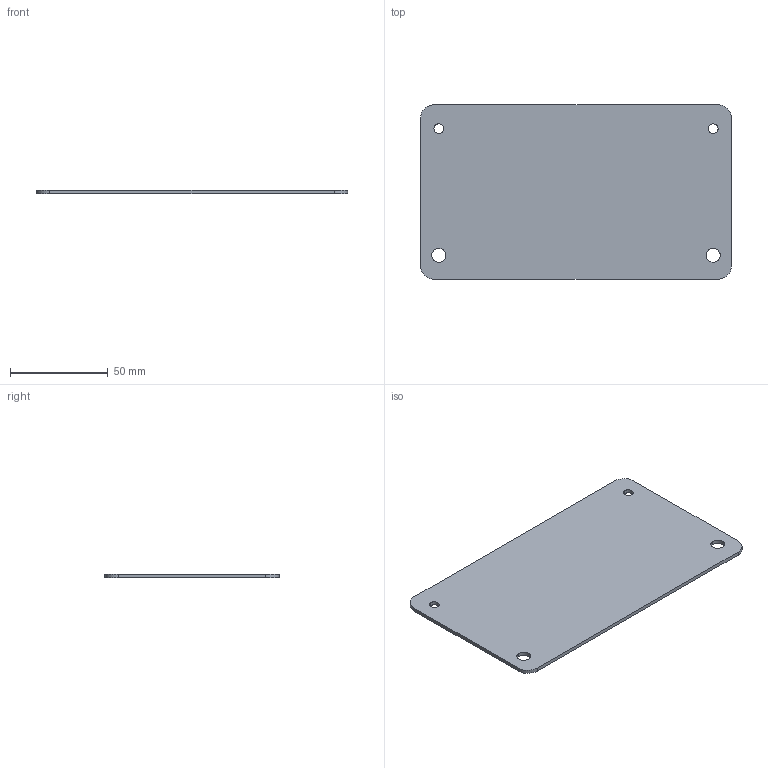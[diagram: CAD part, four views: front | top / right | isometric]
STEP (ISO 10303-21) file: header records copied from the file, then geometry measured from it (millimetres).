
FILE_DESCRIPTION(/* description */ (''),/* implementation_level */ '2;1');
FILE_NAME(/* name */ 'Shapeoko Wheel Carriage Plate',/* time_stamp */ '2014-03-05T18:04:09-06:00',/* author */ (''),/* organization */ (''),/* preprocessor_version */ 'ST-DEVELOPER v15',/* originating_system */ '',/* authorisation */ '');
FILE_SCHEMA (('AUTOMOTIVE_DESIGN'));
Length unit declared in the file: inch
Products named in the file (1): Document
Bounding box: 158.75 x 88.9 x 1.9 mm (x, y, z)
Volume: 26473.7 mm3; surface area: 28967.8 mm2
Topology: 1 solids, 1 shells, 18 faces, 53 edges, 37 vertices
Faces by surface type: bspline 16, plane 2
Entity records: 668 total; most frequent: CARTESIAN_POINT 378, ORIENTED_EDGE 96, EDGE_CURVE 48, VERTEX_POINT 32, EDGE_LOOP 26, ADVANCED_FACE 18, FACE_OUTER_BOUND 18, FACE_BOUND 8
